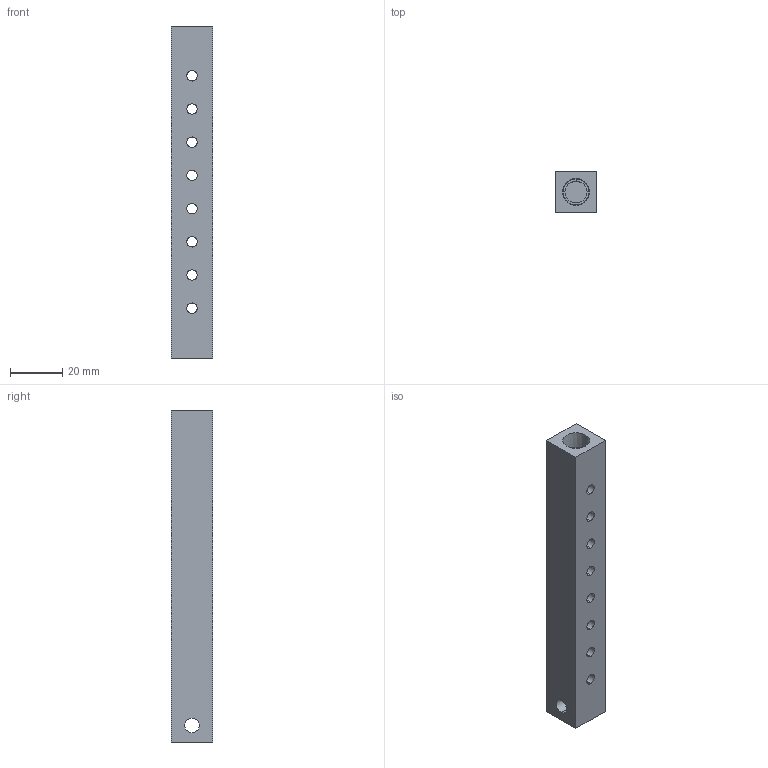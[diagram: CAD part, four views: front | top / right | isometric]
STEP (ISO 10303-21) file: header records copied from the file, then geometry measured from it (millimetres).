
FILE_DESCRIPTION (( 'STEP AP203' ), '1' );
FILE_NAME ('MRA-8BA-180.step', '2016-02-02T19:41:54', ( '' ), ( '' ), 'SwSTEP 2.0', 'SolidWorks 2015', '' );
FILE_SCHEMA (( 'CONFIG_CONTROL_DESIGN' ));
Length unit declared in the file: inch
Products named in the file (1): MRA-8BA-180
Bounding box: 15.88 x 15.75 x 127 mm (x, y, z)
Volume: 24037.5 mm3; surface area: 12196.6 mm2
Topology: 1 solids, 1 shells, 46 faces, 126 edges, 84 vertices
Faces by surface type: cylinder 36, plane 8, cone 2
Entity records: 2485 total; most frequent: CARTESIAN_POINT 1185, ORIENTED_EDGE 252, DIRECTION 232, EDGE_CURVE 126, AXIS2_PLACEMENT_3D 91, VERTEX_POINT 84, EDGE_LOOP 82, VECTOR 50
